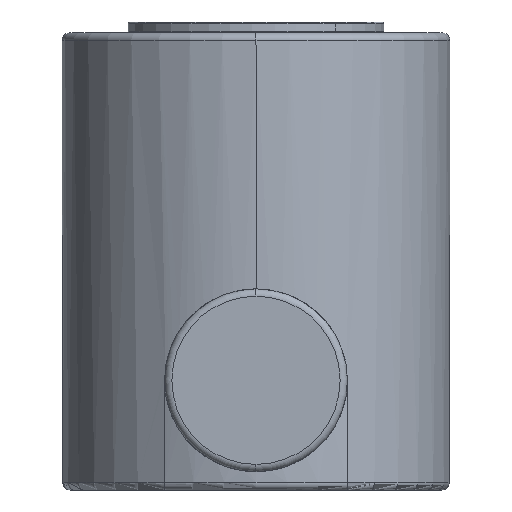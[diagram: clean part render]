
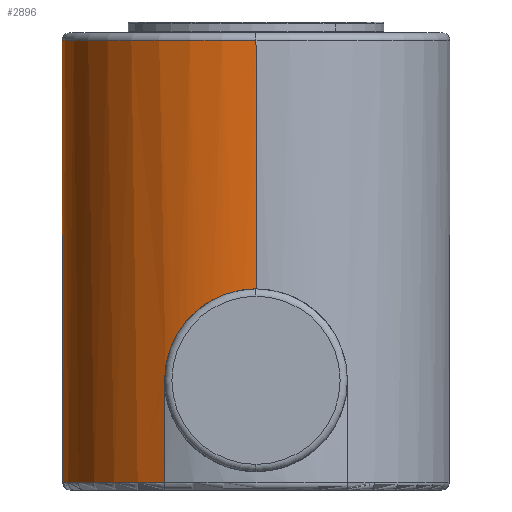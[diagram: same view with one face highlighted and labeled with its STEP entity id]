
A CAD part, left-side view. The second image highlights one B-rep face of the part: STEP entity #2896.
In plain terms, the highlighted cylindrical face has radius 5.3 mm (diameter 10.6 mm), a partial arc.
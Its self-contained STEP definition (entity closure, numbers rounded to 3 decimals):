
#167 = CARTESIAN_POINT ( 'NONE',  ( -4.716, 2.418, 3.655 ) ) ;
#465 = EDGE_CURVE ( 'NONE', #4082, #2459, #4973, .T. ) ;
#541 = ORIENTED_EDGE ( 'NONE', *, *, #836, .T. ) ;
#577 = CARTESIAN_POINT ( 'NONE',  ( -5.3, 0., 12.3 ) ) ;
#629 = CARTESIAN_POINT ( 'NONE',  ( -4.833, 2.18, 4.267 ) ) ;
#711 = VERTEX_POINT ( 'NONE', #2328 ) ;
#836 = EDGE_CURVE ( 'NONE', #2459, #3658, #5208, .T. ) ;
#856 = CIRCLE ( 'NONE', #4997, 5.3 ) ;
#1087 = CARTESIAN_POINT ( 'NONE',  ( -5.037, 1.654, 4.881 ) ) ;
#1130 = DIRECTION ( 'NONE',  ( 0., 0., -1. ) ) ;
#1256 = AXIS2_PLACEMENT_3D ( 'NONE', #5748, #1130, #4368 ) ;
#1262 = ORIENTED_EDGE ( 'NONE', *, *, #4739, .T. ) ;
#1330 = CARTESIAN_POINT ( 'NONE',  ( -5.3, 0., 12.5 ) ) ;
#1432 = LINE ( 'NONE', #1330, #1725 ) ;
#1456 = VERTEX_POINT ( 'NONE', #5042 ) ;
#1522 = CARTESIAN_POINT ( 'NONE',  ( -4.673, 2.5, 12.5 ) ) ;
#1533 = CARTESIAN_POINT ( 'NONE',  ( -5.15, 1.258, 5.166 ) ) ;
#1653 = CYLINDRICAL_SURFACE ( 'NONE', #1256, 5.3 ) ;
#1687 = CARTESIAN_POINT ( 'NONE',  ( 5.3, 0., 0.2 ) ) ;
#1725 = VECTOR ( 'NONE', #1737, 1000. ) ;
#1737 = DIRECTION ( 'NONE',  ( 0., 0., -1. ) ) ;
#1937 = ORIENTED_EDGE ( 'NONE', *, *, #3509, .T. ) ;
#1991 = CARTESIAN_POINT ( 'NONE',  ( -5.239, 0.815, 5.369 ) ) ;
#2206 = CARTESIAN_POINT ( 'NONE',  ( 0., 0., 12.3 ) ) ;
#2328 = CARTESIAN_POINT ( 'NONE',  ( -5.3, 0., 5.5 ) ) ;
#2412 = CARTESIAN_POINT ( 'NONE',  ( -4.673, 2.5, 3.168 ) ) ;
#2432 = CARTESIAN_POINT ( 'NONE',  ( -5.292, 0.33, 5.484 ) ) ;
#2459 = VERTEX_POINT ( 'NONE', #1687 ) ;
#2680 = DIRECTION ( 'NONE',  ( 1., 0., 0. ) ) ;
#2703 = DIRECTION ( 'NONE',  ( 0., 0., -1. ) ) ;
#2758 = EDGE_CURVE ( 'NONE', #4223, #711, #1432, .T. ) ;
#2890 = CARTESIAN_POINT ( 'NONE',  ( -4.682, 2.483, 3.333 ) ) ;
#2896 = ADVANCED_FACE ( 'NONE', ( #5370 ), #1653, .T. ) ;
#2913 = CARTESIAN_POINT ( 'NONE',  ( -5.3, 0., 5.5 ) ) ;
#2974 = ORIENTED_EDGE ( 'NONE', *, *, #4261, .F. ) ;
#3210 = CARTESIAN_POINT ( 'NONE',  ( 5.3, 0., 12.3 ) ) ;
#3367 = CARTESIAN_POINT ( 'NONE',  ( -4.742, 2.369, 3.815 ) ) ;
#3509 = EDGE_CURVE ( 'NONE', #1456, #711, #3663, .T. ) ;
#3658 = VERTEX_POINT ( 'NONE', #4054 ) ;
#3663 = B_SPLINE_CURVE_WITH_KNOTS ( 'NONE', 3,
 ( #5238, #2412, #2890, #167, #3367, #629, #3844, #1087, #4328, #1533, #4801, #1991, #5265, #2432, #5731, #2913 ),
 .UNSPECIFIED., .F., .F.,
 ( 4, 2, 2, 2, 2, 2, 2, 4 ),
 ( 0., 0., 0.001, 0.002, 0.002, 0.003, 0.003, 0.004 ),
 .UNSPECIFIED. ) ;
#3704 = VECTOR ( 'NONE', #2703, 1000. ) ;
#3740 = AXIS2_PLACEMENT_3D ( 'NONE', #4069, #4559, #5025 ) ;
#3844 = CARTESIAN_POINT ( 'NONE',  ( -4.916, 1.995, 4.541 ) ) ;
#4054 = CARTESIAN_POINT ( 'NONE',  ( -4.673, 2.5, 0.2 ) ) ;
#4069 = CARTESIAN_POINT ( 'NONE',  ( 0., 0., 0.2 ) ) ;
#4082 = VERTEX_POINT ( 'NONE', #3210 ) ;
#4223 = VERTEX_POINT ( 'NONE', #577 ) ;
#4261 = EDGE_CURVE ( 'NONE', #1456, #3658, #5757, .T. ) ;
#4328 = CARTESIAN_POINT ( 'NONE',  ( -5.077, 1.529, 4.985 ) ) ;
#4368 = DIRECTION ( 'NONE',  ( -1., 0., 0. ) ) ;
#4374 = VECTOR ( 'NONE', #5244, 1000. ) ;
#4559 = DIRECTION ( 'NONE',  ( 0., 0., 1. ) ) ;
#4599 = ORIENTED_EDGE ( 'NONE', *, *, #2758, .F. ) ;
#4739 = EDGE_CURVE ( 'NONE', #4223, #4082, #856, .T. ) ;
#4801 = CARTESIAN_POINT ( 'NONE',  ( -5.184, 1.115, 5.243 ) ) ;
#4973 = LINE ( 'NONE', #5903, #3704 ) ;
#4997 = AXIS2_PLACEMENT_3D ( 'NONE', #2206, #5497, #2680 ) ;
#4998 = ORIENTED_EDGE ( 'NONE', *, *, #465, .T. ) ;
#5025 = DIRECTION ( 'NONE',  ( 1., 0., 0. ) ) ;
#5042 = CARTESIAN_POINT ( 'NONE',  ( -4.673, 2.5, 3. ) ) ;
#5208 = CIRCLE ( 'NONE', #3740, 5.3 ) ;
#5238 = CARTESIAN_POINT ( 'NONE',  ( -4.673, 2.5, 3. ) ) ;
#5242 = EDGE_LOOP ( 'NONE', ( #1262, #4998, #541, #2974, #1937, #4599 ) ) ;
#5244 = DIRECTION ( 'NONE',  ( 0., 0., -1. ) ) ;
#5265 = CARTESIAN_POINT ( 'NONE',  ( -5.262, 0.655, 5.418 ) ) ;
#5370 = FACE_OUTER_BOUND ( 'NONE', #5242, .T. ) ;
#5497 = DIRECTION ( 'NONE',  ( 0., 0., -1. ) ) ;
#5731 = CARTESIAN_POINT ( 'NONE',  ( -5.3, 0.166, 5.5 ) ) ;
#5748 = CARTESIAN_POINT ( 'NONE',  ( 0., 0., 12.5 ) ) ;
#5757 = LINE ( 'NONE', #1522, #4374 ) ;
#5903 = CARTESIAN_POINT ( 'NONE',  ( 5.3, 0., 12.5 ) ) ;
